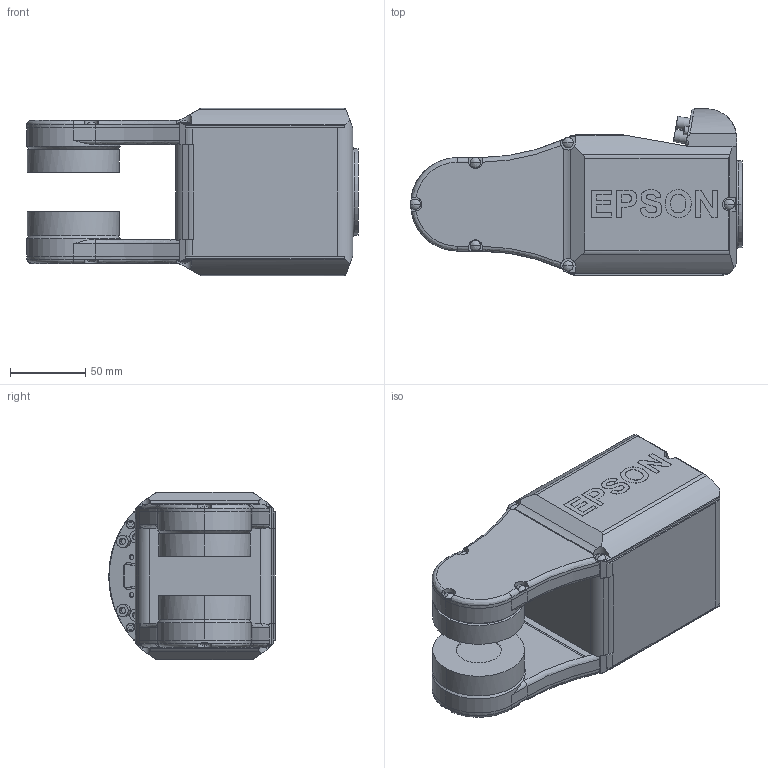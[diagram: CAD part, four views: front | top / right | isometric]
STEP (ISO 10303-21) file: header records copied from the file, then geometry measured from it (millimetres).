
FILE_DESCRIPTION (( 'STEP AP203' ), '1' );
FILE_NAME ('J4 C4_Default_sldprt.STEP', '2022-07-07T04:44:42', ( '' ), ( '' ), 'SwSTEP 2.0', 'SolidWorks 2020', '' );
FILE_SCHEMA (( 'CONFIG_CONTROL_DESIGN' ));
Length unit declared in the file: millimetre
Products named in the file (1): J4 C4_Default_sldprt
Bounding box: 220.45 x 110.5 x 111.2 mm (x, y, z)
Volume: 1471323.7 mm3; surface area: 105650.8 mm2
Topology: 1 solids, 1 shells, 524 faces, 1411 edges, 897 vertices
Faces by surface type: plane 242, cylinder 152, bspline 102, cone 28
Entity records: 22756 total; most frequent: CARTESIAN_POINT 10623, ORIENTED_EDGE 2758, DIRECTION 2125, EDGE_CURVE 1379, VERTEX_POINT 897, LINE 725, VECTOR 725, AXIS2_PLACEMENT_3D 700
